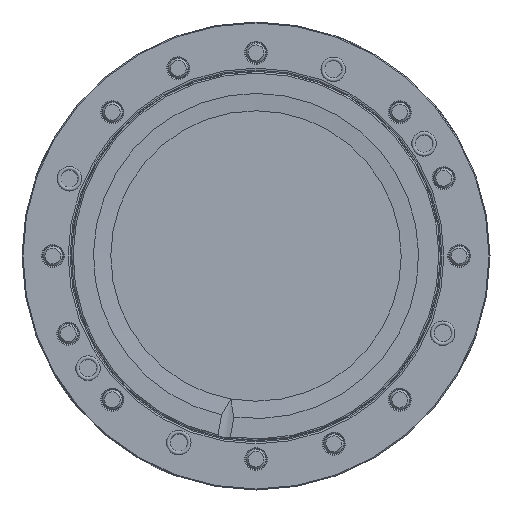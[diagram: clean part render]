
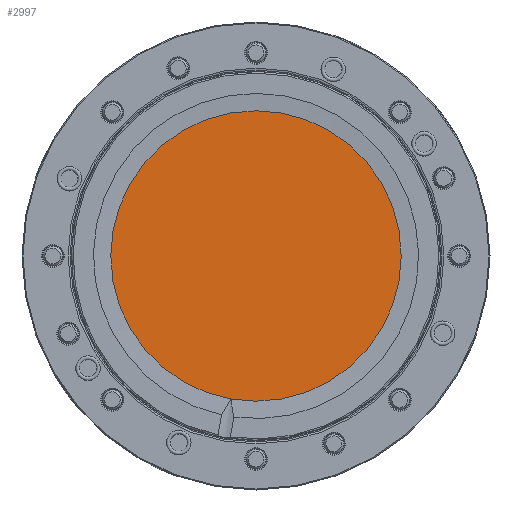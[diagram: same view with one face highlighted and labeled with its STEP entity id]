
A CAD part, front view. The second image highlights one B-rep face of the part: STEP entity #2997.
In plain terms, the highlighted planar face has unit normal (0, -1, 0).
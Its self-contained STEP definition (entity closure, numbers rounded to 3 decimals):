
#246 = CARTESIAN_POINT ( 'NONE',  ( -10.266, -44.5, -58.046 ) ) ;
#400 = DIRECTION ( 'NONE',  ( 0., 1., 0. ) ) ;
#1033 = CIRCLE ( 'NONE', #4476, 58.947 ) ;
#2997 = ADVANCED_FACE ( 'NONE', ( #12363 ), #7991, .T. ) ;
#3775 = CARTESIAN_POINT ( 'NONE',  ( 31.979, -44.5, -5.656 ) ) ;
#4476 = AXIS2_PLACEMENT_3D ( 'NONE', #25542, #400, #23106 ) ;
#6399 = EDGE_LOOP ( 'NONE', ( #23672 ) ) ;
#7477 = AXIS2_PLACEMENT_3D ( 'NONE', #3775, #9778, #20564 ) ;
#7991 = PLANE ( 'NONE',  #7477 ) ;
#8788 = EDGE_CURVE ( 'NONE', #17585, #17585, #1033, .T. ) ;
#9778 = DIRECTION ( 'NONE',  ( 0., -1., 0. ) ) ;
#12363 = FACE_OUTER_BOUND ( 'NONE', #6399, .T. ) ;
#17585 = VERTEX_POINT ( 'NONE', #246 ) ;
#20564 = DIRECTION ( 'NONE',  ( -0.174, 0., -0.985 ) ) ;
#23106 = DIRECTION ( 'NONE',  ( 0.174, 0., 0.985 ) ) ;
#23672 = ORIENTED_EDGE ( 'NONE', *, *, #8788, .F. ) ;
#25542 = CARTESIAN_POINT ( 'NONE',  ( 0., -44.5, 0. ) ) ;
